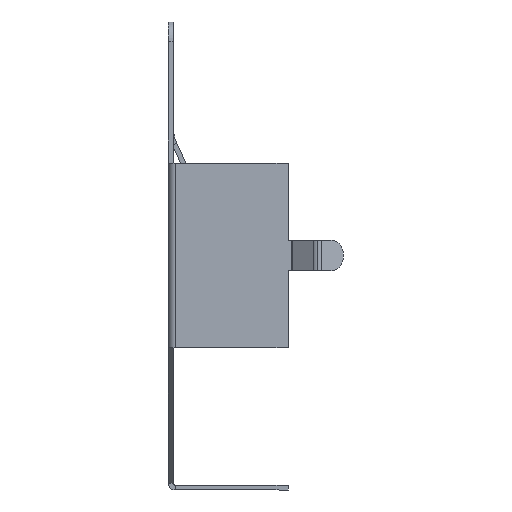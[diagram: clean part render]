
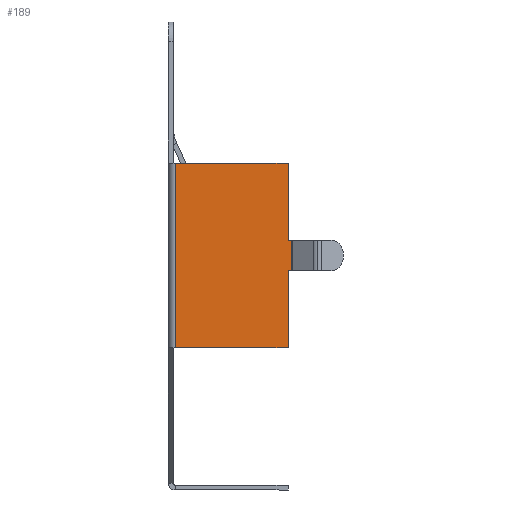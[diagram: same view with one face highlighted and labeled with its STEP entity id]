
A CAD part, left-side view. The second image highlights one B-rep face of the part: STEP entity #189.
In plain terms, the highlighted planar face has unit normal (-1, 0, 0).
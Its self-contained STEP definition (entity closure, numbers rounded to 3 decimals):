
#29 = VERTEX_POINT ( 'NONE', #3182 ) ;
#33 = CARTESIAN_POINT ( 'NONE',  ( -11.925, -0.169, 0.81 ) ) ;
#63 = ORIENTED_EDGE ( 'NONE', *, *, #937, .F. ) ;
#134 = DIRECTION ( 'NONE',  ( 1., 0., 0. ) ) ;
#157 = CARTESIAN_POINT ( 'NONE',  ( -11.925, 0., 4.735 ) ) ;
#164 = CARTESIAN_POINT ( 'NONE',  ( -11.925, 0., 4.735 ) ) ;
#189 = ADVANCED_FACE ( 'NONE', ( #1894 ), #2669, .F. ) ;
#256 = CARTESIAN_POINT ( 'NONE',  ( -11.925, 0., -4.685 ) ) ;
#301 = EDGE_CURVE ( 'NONE', #3464, #1277, #2209, .T. ) ;
#510 = VERTEX_POINT ( 'NONE', #569 ) ;
#533 = VECTOR ( 'NONE', #2455, 1000. ) ;
#555 = ORIENTED_EDGE ( 'NONE', *, *, #3343, .F. ) ;
#569 = CARTESIAN_POINT ( 'NONE',  ( -11.925, -0.169, 0.81 ) ) ;
#676 = VERTEX_POINT ( 'NONE', #996 ) ;
#677 = VECTOR ( 'NONE', #2410, 1000. ) ;
#732 = EDGE_CURVE ( 'NONE', #1479, #29, #3313, .T. ) ;
#863 = ORIENTED_EDGE ( 'NONE', *, *, #301, .F. ) ;
#902 = ORIENTED_EDGE ( 'NONE', *, *, #3041, .F. ) ;
#937 = EDGE_CURVE ( 'NONE', #676, #3464, #3432, .T. ) ;
#992 = EDGE_CURVE ( 'NONE', #29, #1868, #2679, .T. ) ;
#996 = CARTESIAN_POINT ( 'NONE',  ( -11.925, 5.75, 4.735 ) ) ;
#1258 = LINE ( 'NONE', #3045, #1474 ) ;
#1277 = VERTEX_POINT ( 'NONE', #2095 ) ;
#1365 = EDGE_CURVE ( 'NONE', #1479, #2160, #1555, .T. ) ;
#1372 = DIRECTION ( 'NONE',  ( 0., -1., 0. ) ) ;
#1474 = VECTOR ( 'NONE', #1891, 1000. ) ;
#1479 = VERTEX_POINT ( 'NONE', #1702 ) ;
#1555 = LINE ( 'NONE', #2177, #533 ) ;
#1575 = ORIENTED_EDGE ( 'NONE', *, *, #732, .F. ) ;
#1626 = VECTOR ( 'NONE', #1372, 1000. ) ;
#1670 = DIRECTION ( 'NONE',  ( 0., 1., 0. ) ) ;
#1675 = VECTOR ( 'NONE', #1670, 1000. ) ;
#1702 = CARTESIAN_POINT ( 'NONE',  ( -11.925, 0., -0.76 ) ) ;
#1729 = LINE ( 'NONE', #1832, #1983 ) ;
#1741 = LINE ( 'NONE', #33, #3308 ) ;
#1783 = AXIS2_PLACEMENT_3D ( 'NONE', #2676, #134, #2948 ) ;
#1832 = CARTESIAN_POINT ( 'NONE',  ( -11.925, 0., 0.81 ) ) ;
#1840 = DIRECTION ( 'NONE',  ( 0., -1., 0. ) ) ;
#1868 = VERTEX_POINT ( 'NONE', #2477 ) ;
#1891 = DIRECTION ( 'NONE',  ( 0., 0., 1. ) ) ;
#1894 = FACE_OUTER_BOUND ( 'NONE', #2620, .T. ) ;
#1983 = VECTOR ( 'NONE', #1840, 1000. ) ;
#2095 = CARTESIAN_POINT ( 'NONE',  ( -11.925, 0., 0.81 ) ) ;
#2141 = DIRECTION ( 'NONE',  ( 0., 0., -1. ) ) ;
#2160 = VERTEX_POINT ( 'NONE', #3110 ) ;
#2177 = CARTESIAN_POINT ( 'NONE',  ( -11.925, 0., -0.76 ) ) ;
#2209 = LINE ( 'NONE', #157, #677 ) ;
#2317 = DIRECTION ( 'NONE',  ( 0., 0., -1. ) ) ;
#2410 = DIRECTION ( 'NONE',  ( 0., 0., -1. ) ) ;
#2421 = VECTOR ( 'NONE', #2141, 1000. ) ;
#2433 = ORIENTED_EDGE ( 'NONE', *, *, #3214, .F. ) ;
#2455 = DIRECTION ( 'NONE',  ( 0., -1., 0. ) ) ;
#2477 = CARTESIAN_POINT ( 'NONE',  ( -11.925, 5.75, -4.685 ) ) ;
#2554 = CARTESIAN_POINT ( 'NONE',  ( -11.925, 0., 4.735 ) ) ;
#2620 = EDGE_LOOP ( 'NONE', ( #555, #3641, #1575, #2623, #902, #2433, #863, #63 ) ) ;
#2623 = ORIENTED_EDGE ( 'NONE', *, *, #1365, .T. ) ;
#2669 = PLANE ( 'NONE',  #1783 ) ;
#2676 = CARTESIAN_POINT ( 'NONE',  ( -11.925, 0., 0. ) ) ;
#2679 = LINE ( 'NONE', #256, #1675 ) ;
#2948 = DIRECTION ( 'NONE',  ( 0., 1., 0. ) ) ;
#3041 = EDGE_CURVE ( 'NONE', #510, #2160, #1741, .T. ) ;
#3045 = CARTESIAN_POINT ( 'NONE',  ( -11.925, 5.75, 4.735 ) ) ;
#3110 = CARTESIAN_POINT ( 'NONE',  ( -11.925, -0.169, -0.76 ) ) ;
#3182 = CARTESIAN_POINT ( 'NONE',  ( -11.925, 0., -4.685 ) ) ;
#3214 = EDGE_CURVE ( 'NONE', #1277, #510, #1729, .T. ) ;
#3308 = VECTOR ( 'NONE', #2317, 1000. ) ;
#3313 = LINE ( 'NONE', #164, #2421 ) ;
#3343 = EDGE_CURVE ( 'NONE', #1868, #676, #1258, .T. ) ;
#3432 = LINE ( 'NONE', #3564, #1626 ) ;
#3464 = VERTEX_POINT ( 'NONE', #2554 ) ;
#3564 = CARTESIAN_POINT ( 'NONE',  ( -11.925, 5.85, 4.735 ) ) ;
#3641 = ORIENTED_EDGE ( 'NONE', *, *, #992, .F. ) ;
